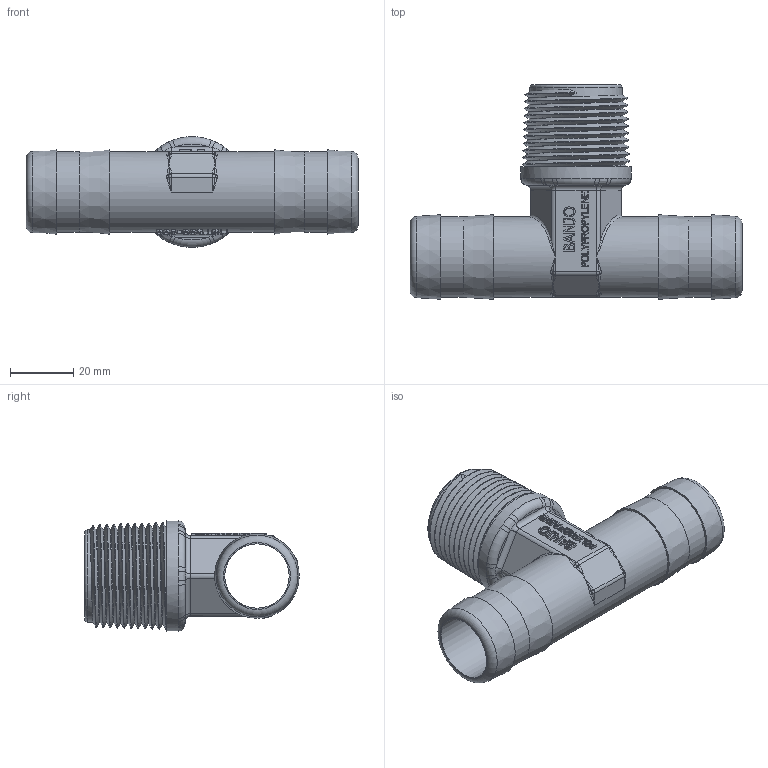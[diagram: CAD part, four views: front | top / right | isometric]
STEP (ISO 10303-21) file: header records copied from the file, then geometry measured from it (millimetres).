
FILE_DESCRIPTION((''),'2;1');
FILE_NAME('HBT100-100.stp','2011-12-15T10:13:32',('mclevenger'),(''),'Autodesk Inventor 2012','Autodesk Inventor 2012','');
FILE_SCHEMA(('AUTOMOTIVE_DESIGN { 1 0 10303 214 1 1 1 1 }'));
Length unit declared in the file: inch
Products named in the file (1): HBT100-100
Bounding box: 104.78 x 67.69 x 34.92 mm (x, y, z)
Volume: 32728.8 mm3; surface area: 25106.4 mm2
Topology: 1 solids, 1 shells, 529 faces, 1372 edges, 877 vertices
Faces by surface type: plane 242, bspline 211, cylinder 43, torus 17, cone 16
Full cylindrical faces by diameter (mm): 20.32 x1, 25.4 x3, 34.925 x1
Entity records: 20809 total; most frequent: CARTESIAN_POINT 9629, ORIENTED_EDGE 2606, DIRECTION 1678, EDGE_CURVE 1303, VERTEX_POINT 850, VECTOR 718, LINE 718, EDGE_LOOP 587
